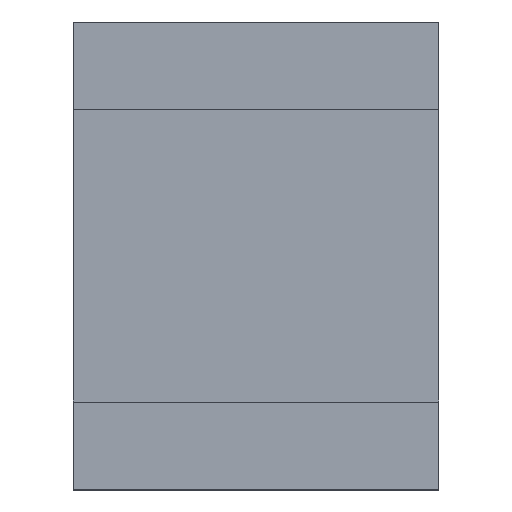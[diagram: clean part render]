
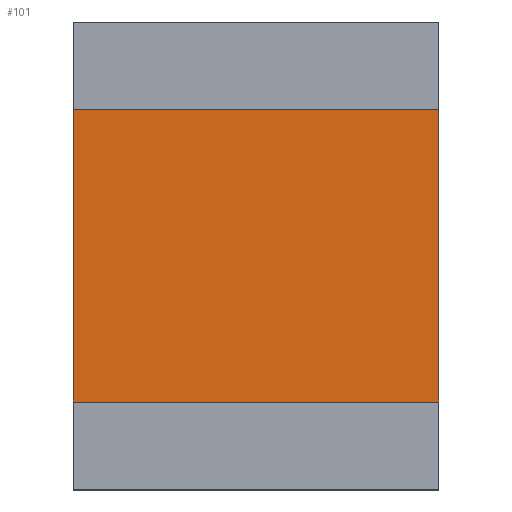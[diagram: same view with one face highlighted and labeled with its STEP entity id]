
A CAD part, top view. The second image highlights one B-rep face of the part: STEP entity #101.
In plain terms, the highlighted planar face has unit normal (0, 0, 1).
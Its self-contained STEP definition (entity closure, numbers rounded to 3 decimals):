
#101 = ADVANCED_FACE( '', ( #171 ), #172, .T. );
#171 = FACE_OUTER_BOUND( '', #221, .T. );
#172 = PLANE( '', #222 );
#221 = EDGE_LOOP( '', ( #294, #295, #296, #297 ) );
#222 = AXIS2_PLACEMENT_3D( '', #298, #299, #300 );
#294 = ORIENTED_EDGE( '', *, *, #360, .T. );
#295 = ORIENTED_EDGE( '', *, *, #356, .T. );
#296 = ORIENTED_EDGE( '', *, *, #352, .T. );
#297 = ORIENTED_EDGE( '', *, *, #363, .T. );
#298 = CARTESIAN_POINT( '', ( 0., 0., 0.6 ) );
#299 = DIRECTION( '', ( 0., 0., 1. ) );
#300 = DIRECTION( '', ( 1., 0., 0. ) );
#352 = EDGE_CURVE( '', #399, #397, #400, .T. );
#356 = EDGE_CURVE( '', #405, #399, #406, .T. );
#360 = EDGE_CURVE( '', #411, #405, #412, .T. );
#363 = EDGE_CURVE( '', #397, #411, #415, .T. );
#397 = VERTEX_POINT( '', #461 );
#399 = VERTEX_POINT( '', #464 );
#400 = LINE( '', #465, #466 );
#405 = VERTEX_POINT( '', #473 );
#406 = LINE( '', #474, #475 );
#411 = VERTEX_POINT( '', #482 );
#412 = LINE( '', #483, #484 );
#415 = LINE( '', #488, #489 );
#461 = CARTESIAN_POINT( '', ( 1.25, -1., 0.6 ) );
#464 = CARTESIAN_POINT( '', ( -1.25, -1., 0.6 ) );
#465 = CARTESIAN_POINT( '', ( -1.25, -1., 0.6 ) );
#466 = VECTOR( '', #511, 1000. );
#473 = CARTESIAN_POINT( '', ( -1.25, 1., 0.6 ) );
#474 = CARTESIAN_POINT( '', ( -1.25, 1., 0.6 ) );
#475 = VECTOR( '', #514, 1000. );
#482 = CARTESIAN_POINT( '', ( 1.25, 1., 0.6 ) );
#483 = CARTESIAN_POINT( '', ( 1.25, 1., 0.6 ) );
#484 = VECTOR( '', #517, 1000. );
#488 = CARTESIAN_POINT( '', ( 1.25, -1., 0.6 ) );
#489 = VECTOR( '', #519, 1000. );
#511 = DIRECTION( '', ( 1., 0., 0. ) );
#514 = DIRECTION( '', ( 0., -1., 0. ) );
#517 = DIRECTION( '', ( -1., 0., 0. ) );
#519 = DIRECTION( '', ( 0., 1., 0. ) );
